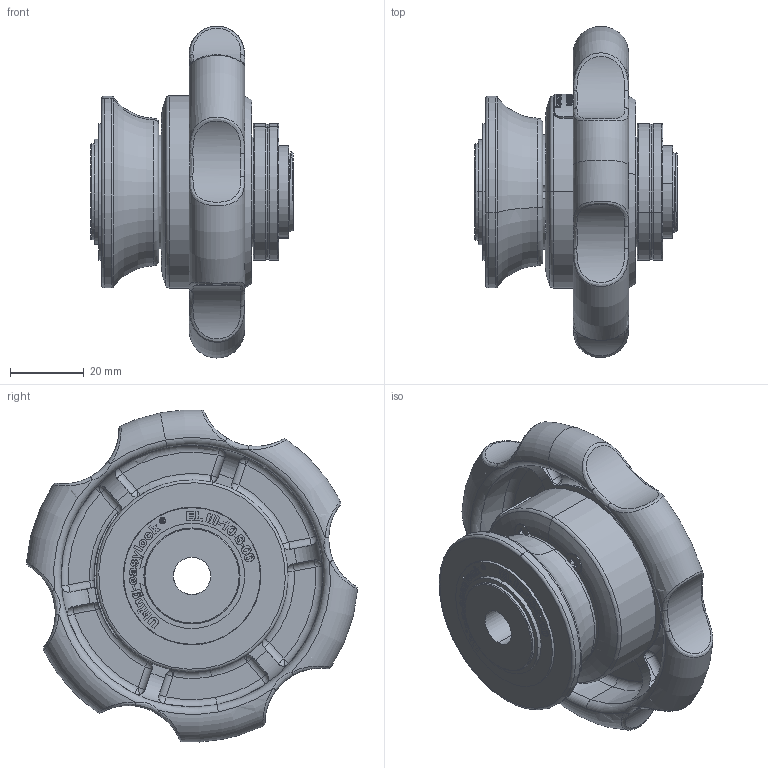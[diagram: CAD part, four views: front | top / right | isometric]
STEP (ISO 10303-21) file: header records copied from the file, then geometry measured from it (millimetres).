
FILE_DESCRIPTION (( 'STEP AP214' ), '1' );
FILE_NAME ('EL III-10-S-00.STEP', '2019-11-07T11:52:40', ( '' ), ( '' ), 'SwSTEP 2.0', 'SolidWorks 2019', '' );
FILE_SCHEMA (( 'AUTOMOTIVE_DESIGN' ));
Length unit declared in the file: millimetre
Products named in the file (1): EL III-10-S-00
Bounding box: 54.8 x 89.68 x 89.89 mm (x, y, z)
Volume: 89873.6 mm3; surface area: 57971.7 mm2
Topology: 33 solids, 33 shells, 2426 faces, 6296 edges, 4074 vertices
Faces by surface type: bspline 993, plane 815, cylinder 446, cone 83, torus 57, sphere 32
Entity records: 174137 total; most frequent: CARTESIAN_POINT 95226, ORIENTED_EDGE 12416, DIRECTION 7731, EDGE_CURVE 6208, VERTEX_POINT 4062, AXIS2_PLACEMENT_3D 2725, EDGE_LOOP 2684, B_SPLINE_CURVE_WITH_KNOTS 2631
